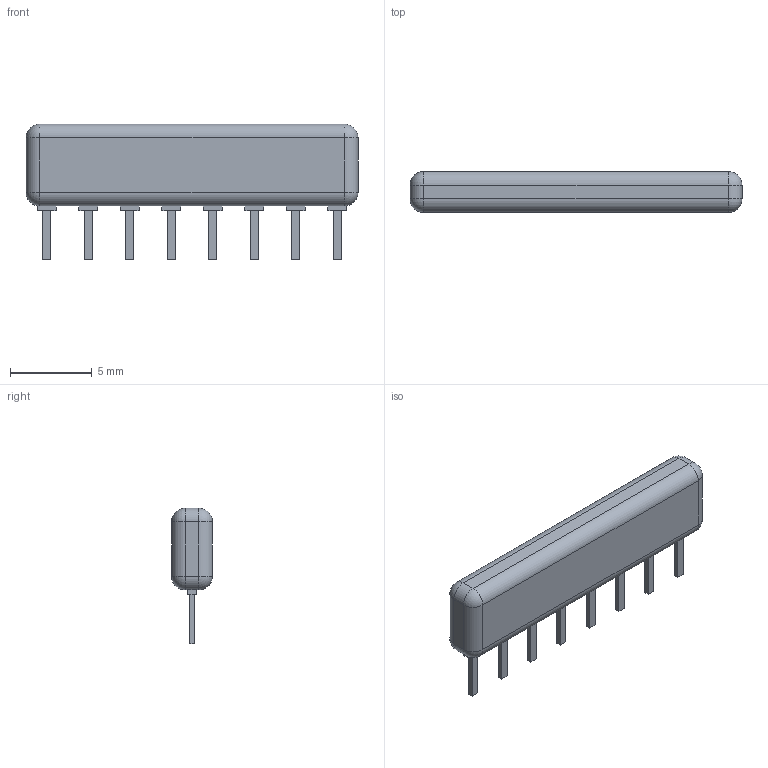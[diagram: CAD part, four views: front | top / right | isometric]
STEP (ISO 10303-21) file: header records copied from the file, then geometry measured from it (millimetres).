
FILE_DESCRIPTION(/* description */ ('model of R_Array_SIP8'),/* implementation_level */ '2;1');
FILE_NAME(/* name */ 'R_Array_SIP8.step',/* time_stamp */ '2017-10-31T21:41:16',/* author */ ('kicad StepUp','ksu'),/* organization */ ('FreeCAD'),/* preprocessor_version */ 'OCC',/* originating_system */ 'kicad StepUp',/* authorisation */ '');
FILE_SCHEMA(('AUTOMOTIVE_DESIGN_CC2 { 1 2 10303 214 -1 1 5 4 }'));
Length unit declared in the file: millimetre
Products named in the file (2): ASSEMBLY; R_Array_SIP8
Assembly tree (1 placements, depth 2):
  ASSEMBLY
    R_Array_SIP8
Bounding box: 20.32 x 2.5 x 8.3 mm (x, y, z)
Volume: 243.2 mm3; surface area: 335.5 mm2
Topology: 1 solids, 1 shells, 106 faces, 254 edges, 156 vertices
Faces by surface type: plane 86, cylinder 12, sphere 8
Entity records: 3719 total; most frequent: CARTESIAN_POINT 510, ORIENTED_EDGE 492, DIRECTION 490, EDGE_CURVE 246, LINE 218, VECTOR 218, VERTEX_POINT 156, AXIS2_PLACEMENT_3D 136
